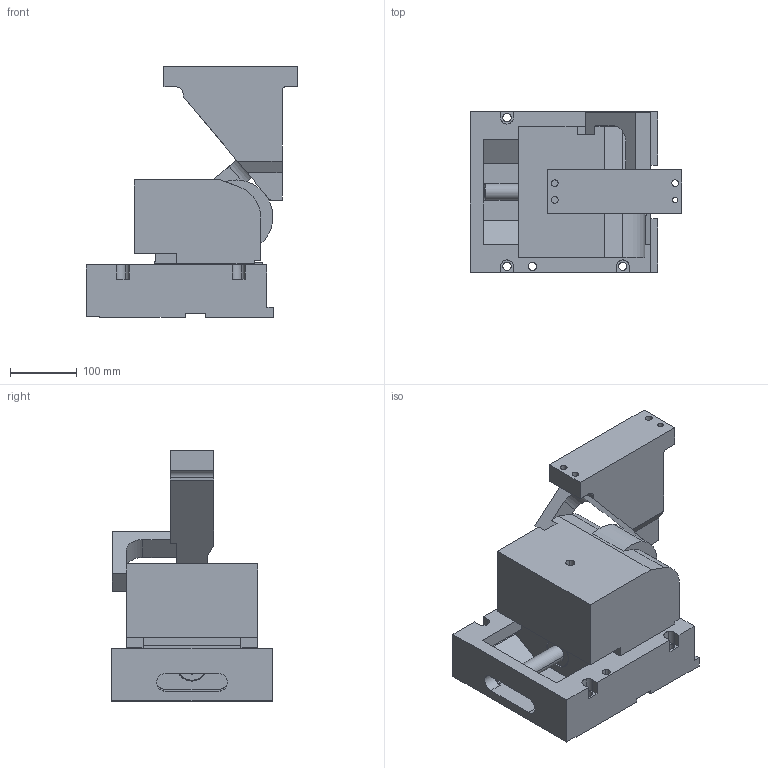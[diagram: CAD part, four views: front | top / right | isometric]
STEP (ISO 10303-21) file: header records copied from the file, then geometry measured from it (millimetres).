
FILE_DESCRIPTION(('CATIA V5 STEP Exchange'),'2;1');
FILE_NAME('CRCS_20000_80_1_ACCESSORIES.stp','2015-05-05T08:27:02+00:00',('none'),('none'),'CATIA Version 5 Release 20 GA (IN-10)','CATIA V5 STEP AP203','none');
FILE_SCHEMA(('CONFIG_CONTROL_DESIGN'));
Length unit declared in the file: millimetre
Products named in the file (1): CRCS_20000_80_1_ACCESSORIES
Assembly tree (3 placements, depth 2):
  CRCS_20000_80_1_ACCESSORIES
    #58
    #18832
    #19792
Bounding box: 316.32 x 240 x 374 mm (x, y, z)
Volume: 9628287.1 mm3; surface area: 652297.1 mm2
Topology: 4 solids, 65 shells, 256 faces, 1820 edges, 1630 vertices
Faces by surface type: plane 149, cylinder 85, revolution 14, bspline 6, cone 2
Entity records: 20221 total; most frequent: CARTESIAN_POINT 9351, ORIENTED_EDGE 2354, EDGE_CURVE 1810, VERTEX_POINT 1630, B_SPLINE_CURVE_WITH_KNOTS 1132, DIRECTION 1098, VECTOR 491, LINE 491
